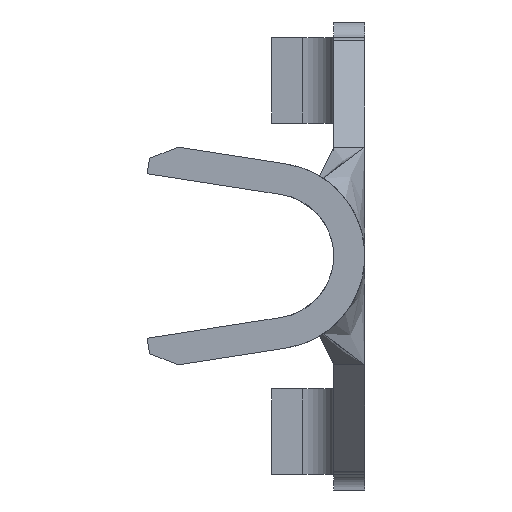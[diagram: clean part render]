
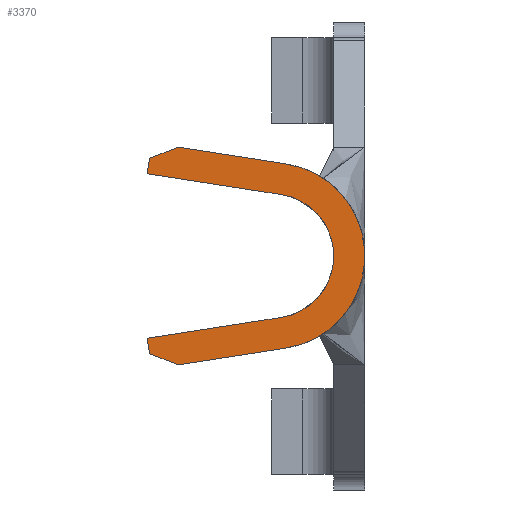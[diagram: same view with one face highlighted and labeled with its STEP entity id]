
A CAD part, left-side view. The second image highlights one B-rep face of the part: STEP entity #3370.
In plain terms, the highlighted planar face has unit normal (-1, 0, 0).
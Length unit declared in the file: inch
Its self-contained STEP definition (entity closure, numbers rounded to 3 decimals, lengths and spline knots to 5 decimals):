
#108 = CARTESIAN_POINT ( 'NONE',  ( -0.327, 0.14, -0.05289 ) ) ;
#246 = PLANE ( 'NONE',  #1900 ) ;
#364 = CARTESIAN_POINT ( 'NONE',  ( -0.327, 0.0508, 0.05929 ) ) ;
#445 = EDGE_CURVE ( 'NONE', #3250, #2722, #2598, .T. ) ;
#491 = CARTESIAN_POINT ( 'NONE',  ( -0.327, 0.06, 0. ) ) ;
#538 = LINE ( 'NONE', #1764, #2471 ) ;
#582 = LINE ( 'NONE', #1806, #3120 ) ;
#661 = LINE ( 'NONE', #1886, #753 ) ;
#753 = VECTOR ( 'NONE', #3114, 39.37008 ) ;
#754 = VECTOR ( 'NONE', #1597, 39.37008 ) ;
#799 = ORIENTED_EDGE ( 'NONE', *, *, #3398, .F. ) ;
#828 = CARTESIAN_POINT ( 'NONE',  ( -0.327, 0.11982, -0.07 ) ) ;
#858 = DIRECTION ( 'NONE',  ( 0., 0.988, -0.153 ) ) ;
#915 = VERTEX_POINT ( 'NONE', #916 ) ;
#916 = CARTESIAN_POINT ( 'NONE',  ( -0.327, 0.13847, -0.06277 ) ) ;
#934 = DIRECTION ( 'NONE',  ( 0., -0.153, 0.988 ) ) ;
#945 = EDGE_CURVE ( 'NONE', #1336, #2538, #2457, .T. ) ;
#979 = ORIENTED_EDGE ( 'NONE', *, *, #3079, .F. ) ;
#988 = DIRECTION ( 'NONE',  ( -1., 0., 0. ) ) ;
#1025 = EDGE_CURVE ( 'NONE', #1524, #3250, #3126, .T. ) ;
#1150 = DIRECTION ( 'NONE',  ( 0., 0.988, 0.153 ) ) ;
#1200 = VECTOR ( 'NONE', #1207, 39.37008 ) ;
#1207 = DIRECTION ( 'NONE',  ( 0., -0.988, 0.153 ) ) ;
#1252 = CARTESIAN_POINT ( 'NONE',  ( -0.327, 0.05387, 0.03953 ) ) ;
#1275 = CARTESIAN_POINT ( 'NONE',  ( -0.327, 0.0508, -0.05929 ) ) ;
#1280 = EDGE_CURVE ( 'NONE', #1462, #3859, #2735, .T. ) ;
#1336 = VERTEX_POINT ( 'NONE', #1848 ) ;
#1462 = VERTEX_POINT ( 'NONE', #108 ) ;
#1489 = CARTESIAN_POINT ( 'NONE',  ( -0.327, 0.06, 0. ) ) ;
#1524 = VERTEX_POINT ( 'NONE', #2308 ) ;
#1597 = DIRECTION ( 'NONE',  ( 0., -0.988, -0.153 ) ) ;
#1717 = DIRECTION ( 'NONE',  ( 1., 0., 0. ) ) ;
#1741 = CARTESIAN_POINT ( 'NONE',  ( -0.327, 0.13847, 0.06277 ) ) ;
#1764 = CARTESIAN_POINT ( 'NONE',  ( -0.327, 0.14, -0.05289 ) ) ;
#1806 = CARTESIAN_POINT ( 'NONE',  ( -0.327, 0.13847, 0.06277 ) ) ;
#1848 = CARTESIAN_POINT ( 'NONE',  ( -0.327, 0.14, 0.05289 ) ) ;
#1852 = EDGE_CURVE ( 'NONE', #2722, #2525, #2378, .T. ) ;
#1886 = CARTESIAN_POINT ( 'NONE',  ( -0.327, 0.13847, -0.06277 ) ) ;
#1888 = AXIS2_PLACEMENT_3D ( 'NONE', #491, #1717, #2946 ) ;
#1900 = AXIS2_PLACEMENT_3D ( 'NONE', #1489, #2713, #3938 ) ;
#1927 = ORIENTED_EDGE ( 'NONE', *, *, #3966, .F. ) ;
#1969 = CIRCLE ( 'NONE', #3697, 0.04 ) ;
#2140 = ORIENTED_EDGE ( 'NONE', *, *, #445, .F. ) ;
#2190 = ORIENTED_EDGE ( 'NONE', *, *, #1280, .F. ) ;
#2207 = DIRECTION ( 'NONE',  ( 0., 0., -1. ) ) ;
#2308 = CARTESIAN_POINT ( 'NONE',  ( -0.327, 0.11982, 0.07 ) ) ;
#2378 = LINE ( 'NONE', #3602, #3119 ) ;
#2457 = LINE ( 'NONE', #3679, #3320 ) ;
#2471 = VECTOR ( 'NONE', #2994, 39.37008 ) ;
#2474 = VECTOR ( 'NONE', #1150, 39.37008 ) ;
#2525 = VERTEX_POINT ( 'NONE', #828 ) ;
#2538 = VERTEX_POINT ( 'NONE', #1741 ) ;
#2598 = CIRCLE ( 'NONE', #1888, 0.06 ) ;
#2606 = ORIENTED_EDGE ( 'NONE', *, *, #1025, .F. ) ;
#2678 = LINE ( 'NONE', #3903, #2474 ) ;
#2699 = VERTEX_POINT ( 'NONE', #1252 ) ;
#2713 = DIRECTION ( 'NONE',  ( 1., 0., 0. ) ) ;
#2722 = VERTEX_POINT ( 'NONE', #1275 ) ;
#2735 = LINE ( 'NONE', #3963, #1200 ) ;
#2942 = CARTESIAN_POINT ( 'NONE',  ( -0.327, 0.0508, 0.05929 ) ) ;
#2946 = DIRECTION ( 'NONE',  ( 0., 0., -1. ) ) ;
#2994 = DIRECTION ( 'NONE',  ( 0., 0.153, 0.988 ) ) ;
#3017 = FACE_OUTER_BOUND ( 'NONE', #3712, .T. ) ;
#3034 = DIRECTION ( 'NONE',  ( 0., -0.932, 0.361 ) ) ;
#3054 = EDGE_CURVE ( 'NONE', #2525, #915, #661, .T. ) ;
#3079 = EDGE_CURVE ( 'NONE', #3859, #2699, #1969, .T. ) ;
#3114 = DIRECTION ( 'NONE',  ( 0., 0.932, 0.361 ) ) ;
#3119 = VECTOR ( 'NONE', #858, 39.37008 ) ;
#3120 = VECTOR ( 'NONE', #3034, 39.37008 ) ;
#3126 = LINE ( 'NONE', #364, #754 ) ;
#3250 = VERTEX_POINT ( 'NONE', #2942 ) ;
#3320 = VECTOR ( 'NONE', #934, 39.37008 ) ;
#3370 = ADVANCED_FACE ( 'NONE', ( #3017 ), #246, .F. ) ;
#3398 = EDGE_CURVE ( 'NONE', #2538, #1524, #582, .T. ) ;
#3516 = EDGE_CURVE ( 'NONE', #2699, #1336, #2678, .T. ) ;
#3565 = ORIENTED_EDGE ( 'NONE', *, *, #3516, .F. ) ;
#3573 = ORIENTED_EDGE ( 'NONE', *, *, #945, .F. ) ;
#3591 = ORIENTED_EDGE ( 'NONE', *, *, #3054, .F. ) ;
#3602 = CARTESIAN_POINT ( 'NONE',  ( -0.327, 0.0508, -0.05929 ) ) ;
#3679 = CARTESIAN_POINT ( 'NONE',  ( -0.327, 0.14, 0.05289 ) ) ;
#3697 = AXIS2_PLACEMENT_3D ( 'NONE', #3735, #988, #2207 ) ;
#3712 = EDGE_LOOP ( 'NONE', ( #2140, #2606, #799, #3573, #3565, #979, #2190, #1927, #3591, #3924 ) ) ;
#3735 = CARTESIAN_POINT ( 'NONE',  ( -0.327, 0.06, 0. ) ) ;
#3840 = CARTESIAN_POINT ( 'NONE',  ( -0.327, 0.05387, -0.03953 ) ) ;
#3859 = VERTEX_POINT ( 'NONE', #3840 ) ;
#3903 = CARTESIAN_POINT ( 'NONE',  ( -0.327, 0.05387, 0.03953 ) ) ;
#3924 = ORIENTED_EDGE ( 'NONE', *, *, #1852, .F. ) ;
#3938 = DIRECTION ( 'NONE',  ( 0., 0., -1. ) ) ;
#3963 = CARTESIAN_POINT ( 'NONE',  ( -0.327, 0.05387, -0.03953 ) ) ;
#3966 = EDGE_CURVE ( 'NONE', #915, #1462, #538, .T. ) ;
